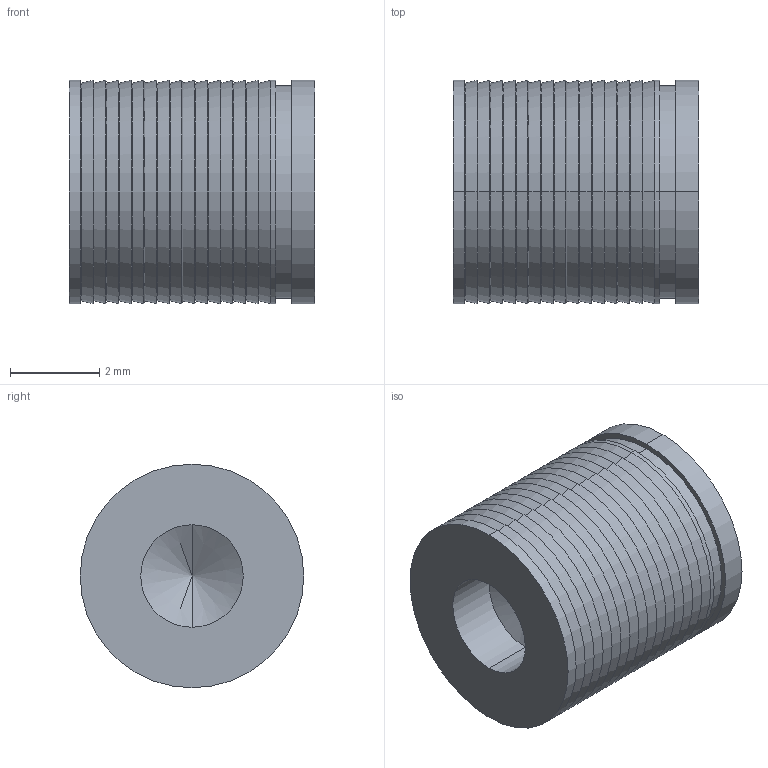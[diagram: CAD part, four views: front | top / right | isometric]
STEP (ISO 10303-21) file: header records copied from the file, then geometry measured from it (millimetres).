
FILE_DESCRIPTION(('STEP AP214'),'1');
FILE_NAME(' ',' ',('TraceParts'),('TraceParts S.A.'),'XStep 1.0',' ',' ');
FILE_SCHEMA(('automotive_design'));
Length unit declared in the file: millimetre
Products named in the file (1): 1
Bounding box: 5.5 x 5 x 5 mm (x, y, z)
Volume: 99.5 mm3; surface area: 150.7 mm2
Topology: 1 solids, 1 shells, 76 faces, 152 edges, 79 vertices
Faces by surface type: cone 62, cylinder 10, plane 4
Entity records: 3685 total; most frequent: DIRECTION 382, STYLED_ITEM 306, PRESENTATION_STYLE_ASSIGNMENT 306, CARTESIAN_POINT 306, COLOUR_RGB 306, ORIENTED_EDGE 300, AXIS2_PLACEMENT_3D 155, EDGE_CURVE 150
